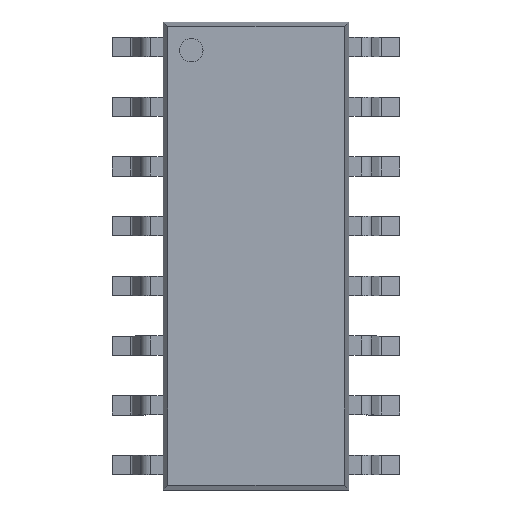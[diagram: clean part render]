
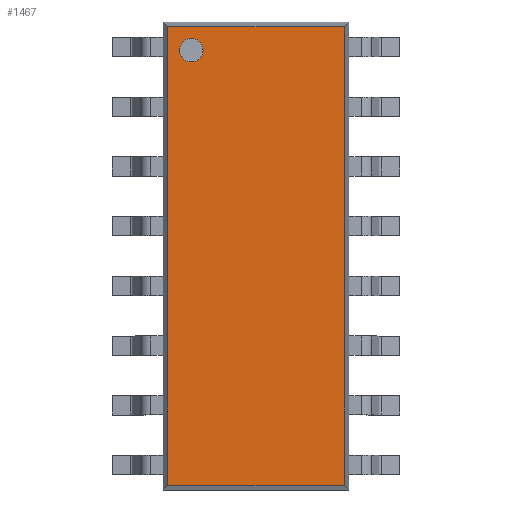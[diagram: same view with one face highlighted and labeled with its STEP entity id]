
A CAD part, top view. The second image highlights one B-rep face of the part: STEP entity #1467.
In plain terms, the highlighted planar face has unit normal (0, 0, 1).
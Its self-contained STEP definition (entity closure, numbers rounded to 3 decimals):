
#89 = DIRECTION ( 'NONE',  ( 1., 0., 0. ) ) ;
#488 = CARTESIAN_POINT ( 'NONE',  ( -1.871, 4.871, 1.75 ) ) ;
#834 = DIRECTION ( 'NONE',  ( 0., 0., 1. ) ) ;
#916 = LINE ( 'NONE', #6715, #4997 ) ;
#930 = AXIS2_PLACEMENT_3D ( 'NONE', #1937, #3722, #89 ) ;
#1054 = ORIENTED_EDGE ( 'NONE', *, *, #7237, .T. ) ;
#1099 = CARTESIAN_POINT ( 'NONE',  ( 1.871, 4.871, 1.75 ) ) ;
#1234 = ORIENTED_EDGE ( 'NONE', *, *, #2534, .F. ) ;
#1247 = VERTEX_POINT ( 'NONE', #7201 ) ;
#1262 = DIRECTION ( 'NONE',  ( 0., 1., 0. ) ) ;
#1294 = CIRCLE ( 'NONE', #3575, 0.25 ) ;
#1341 = VERTEX_POINT ( 'NONE', #7276 ) ;
#1467 = ADVANCED_FACE ( 'NONE', ( #5768, #3100 ), #3750, .T. ) ;
#1543 = DIRECTION ( 'NONE',  ( 1., 0., 0. ) ) ;
#1546 = AXIS2_PLACEMENT_3D ( 'NONE', #3813, #2038, #6271 ) ;
#1583 = VERTEX_POINT ( 'NONE', #488 ) ;
#1937 = CARTESIAN_POINT ( 'NONE',  ( 0., 0., 1.75 ) ) ;
#2038 = DIRECTION ( 'NONE',  ( 0., 0., 1. ) ) ;
#2186 = ORIENTED_EDGE ( 'NONE', *, *, #4138, .T. ) ;
#2327 = EDGE_CURVE ( 'NONE', #1247, #7596, #916, .T. ) ;
#2534 = EDGE_CURVE ( 'NONE', #4177, #6782, #1294, .T. ) ;
#3029 = EDGE_CURVE ( 'NONE', #6782, #4177, #4013, .T. ) ;
#3099 = ORIENTED_EDGE ( 'NONE', *, *, #2327, .T. ) ;
#3100 = FACE_OUTER_BOUND ( 'NONE', #6183, .T. ) ;
#3248 = VECTOR ( 'NONE', #3501, 1000. ) ;
#3430 = EDGE_CURVE ( 'NONE', #7596, #1583, #7224, .T. ) ;
#3501 = DIRECTION ( 'NONE',  ( 0., -1., 0. ) ) ;
#3575 = AXIS2_PLACEMENT_3D ( 'NONE', #7578, #834, #1543 ) ;
#3722 = DIRECTION ( 'NONE',  ( 0., 0., 1. ) ) ;
#3750 = PLANE ( 'NONE',  #930 ) ;
#3813 = CARTESIAN_POINT ( 'NONE',  ( -1.375, 4.375, 1.75 ) ) ;
#4013 = CIRCLE ( 'NONE', #1546, 0.25 ) ;
#4058 = CARTESIAN_POINT ( 'NONE',  ( -1.125, 4.375, 1.75 ) ) ;
#4138 = EDGE_CURVE ( 'NONE', #1583, #1341, #5431, .T. ) ;
#4147 = ORIENTED_EDGE ( 'NONE', *, *, #3029, .F. ) ;
#4177 = VERTEX_POINT ( 'NONE', #4058 ) ;
#4633 = CARTESIAN_POINT ( 'NONE',  ( -1.871, -4.975, 1.75 ) ) ;
#4823 = DIRECTION ( 'NONE',  ( -1., 0., 0. ) ) ;
#4901 = CARTESIAN_POINT ( 'NONE',  ( 1.975, -4.871, 1.75 ) ) ;
#4996 = EDGE_LOOP ( 'NONE', ( #1234, #4147 ) ) ;
#4997 = VECTOR ( 'NONE', #1262, 1000. ) ;
#5147 = LINE ( 'NONE', #4901, #5247 ) ;
#5247 = VECTOR ( 'NONE', #5505, 1000. ) ;
#5431 = LINE ( 'NONE', #4633, #3248 ) ;
#5505 = DIRECTION ( 'NONE',  ( 1., 0., 0. ) ) ;
#5668 = CARTESIAN_POINT ( 'NONE',  ( -1.625, 4.375, 1.75 ) ) ;
#5768 = FACE_BOUND ( 'NONE', #4996, .T. ) ;
#6083 = CARTESIAN_POINT ( 'NONE',  ( -1.975, 4.871, 1.75 ) ) ;
#6183 = EDGE_LOOP ( 'NONE', ( #7165, #2186, #1054, #3099 ) ) ;
#6271 = DIRECTION ( 'NONE',  ( 1., 0., 0. ) ) ;
#6715 = CARTESIAN_POINT ( 'NONE',  ( 1.871, 4.975, 1.75 ) ) ;
#6782 = VERTEX_POINT ( 'NONE', #5668 ) ;
#6932 = VECTOR ( 'NONE', #4823, 1000. ) ;
#7165 = ORIENTED_EDGE ( 'NONE', *, *, #3430, .T. ) ;
#7201 = CARTESIAN_POINT ( 'NONE',  ( 1.871, -4.871, 1.75 ) ) ;
#7224 = LINE ( 'NONE', #6083, #6932 ) ;
#7237 = EDGE_CURVE ( 'NONE', #1341, #1247, #5147, .T. ) ;
#7276 = CARTESIAN_POINT ( 'NONE',  ( -1.871, -4.871, 1.75 ) ) ;
#7578 = CARTESIAN_POINT ( 'NONE',  ( -1.375, 4.375, 1.75 ) ) ;
#7596 = VERTEX_POINT ( 'NONE', #1099 ) ;
